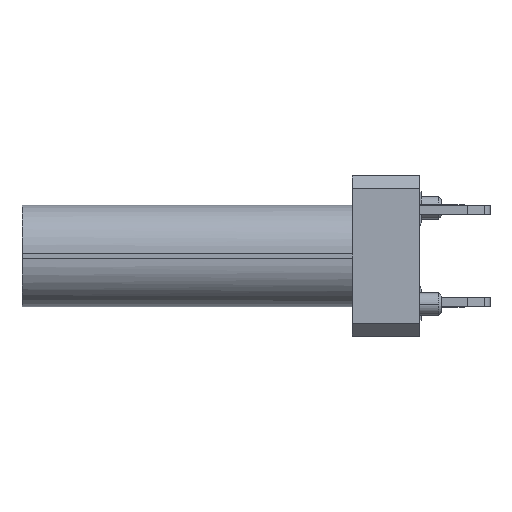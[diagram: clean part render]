
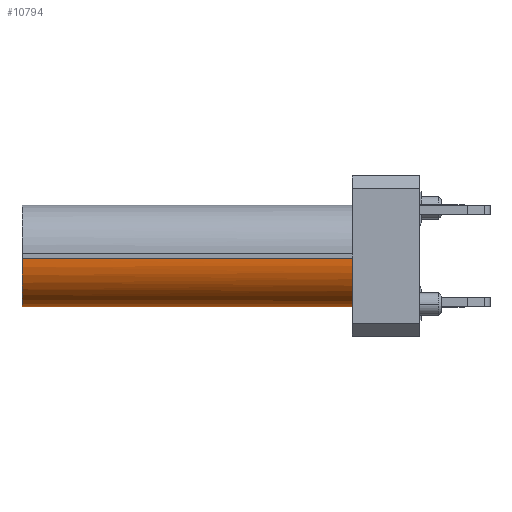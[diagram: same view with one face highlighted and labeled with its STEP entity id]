
A CAD part, left-side view. The second image highlights one B-rep face of the part: STEP entity #10794.
In plain terms, the highlighted cylindrical face has radius 1.5 mm (diameter 3 mm), a partial arc.
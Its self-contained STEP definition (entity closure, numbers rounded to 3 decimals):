
#367 = CARTESIAN_POINT ( 'NONE',  ( 4.405, 17.509, 0.673 ) ) ;
#1396 = CARTESIAN_POINT ( 'NONE',  ( 4.405, 7.209, 2.173 ) ) ;
#1662 = DIRECTION ( 'NONE',  ( 0., -1., 0. ) ) ;
#2214 = VERTEX_POINT ( 'NONE', #367 ) ;
#2718 = CARTESIAN_POINT ( 'NONE',  ( 2.905, 22.209, 2.173 ) ) ;
#2913 = AXIS2_PLACEMENT_3D ( 'NONE', #15331, #3194, #12758 ) ;
#3034 = CIRCLE ( 'NONE', #13206, 1.5 ) ;
#3194 = DIRECTION ( 'NONE',  ( 0., -1., 0. ) ) ;
#4537 = FACE_OUTER_BOUND ( 'NONE', #5067, .T. ) ;
#4625 = CARTESIAN_POINT ( 'NONE',  ( 2.905, 7.209, 2.173 ) ) ;
#5067 = EDGE_LOOP ( 'NONE', ( #13010, #10717, #11766, #14411, #14294 ) ) ;
#5442 = CARTESIAN_POINT ( 'NONE',  ( 4.405, 7.209, 2.173 ) ) ;
#5679 = DIRECTION ( 'NONE',  ( 0., -1., 0. ) ) ;
#5778 = CYLINDRICAL_SURFACE ( 'NONE', #2913, 1.5 ) ;
#5805 = DIRECTION ( 'NONE',  ( 0., 1., 0. ) ) ;
#6029 = EDGE_CURVE ( 'NONE', #8180, #13949, #6877, .T. ) ;
#6607 = EDGE_CURVE ( 'NONE', #12727, #2214, #8462, .T. ) ;
#6624 = CIRCLE ( 'NONE', #14825, 1.5 ) ;
#6877 = LINE ( 'NONE', #2718, #9981 ) ;
#7716 = AXIS2_PLACEMENT_3D ( 'NONE', #16391, #5679, #11080 ) ;
#8180 = VERTEX_POINT ( 'NONE', #4625 ) ;
#8462 = LINE ( 'NONE', #12694, #16484 ) ;
#9133 = CIRCLE ( 'NONE', #7716, 1.5 ) ;
#9255 = DIRECTION ( 'NONE',  ( 0., -1., 0. ) ) ;
#9804 = EDGE_CURVE ( 'NONE', #13949, #2214, #9133, .T. ) ;
#9981 = VECTOR ( 'NONE', #13786, 1000. ) ;
#10173 = EDGE_CURVE ( 'NONE', #14426, #12727, #6624, .T. ) ;
#10469 = CARTESIAN_POINT ( 'NONE',  ( 2.905, 17.509, 2.173 ) ) ;
#10717 = ORIENTED_EDGE ( 'NONE', *, *, #9804, .T. ) ;
#10794 = ADVANCED_FACE ( 'NONE', ( #4537 ), #5778, .T. ) ;
#11080 = DIRECTION ( 'NONE',  ( 0., 0., -1. ) ) ;
#11766 = ORIENTED_EDGE ( 'NONE', *, *, #6607, .F. ) ;
#12470 = DIRECTION ( 'NONE',  ( 0., 0., -1. ) ) ;
#12694 = CARTESIAN_POINT ( 'NONE',  ( 4.405, 22.209, 0.673 ) ) ;
#12727 = VERTEX_POINT ( 'NONE', #16105 ) ;
#12758 = DIRECTION ( 'NONE',  ( 0., 0., -1. ) ) ;
#13010 = ORIENTED_EDGE ( 'NONE', *, *, #6029, .T. ) ;
#13148 = DIRECTION ( 'NONE',  ( 0., 0., -1. ) ) ;
#13206 = AXIS2_PLACEMENT_3D ( 'NONE', #5442, #9255, #13148 ) ;
#13786 = DIRECTION ( 'NONE',  ( 0., 1., 0. ) ) ;
#13949 = VERTEX_POINT ( 'NONE', #10469 ) ;
#14294 = ORIENTED_EDGE ( 'NONE', *, *, #16485, .F. ) ;
#14411 = ORIENTED_EDGE ( 'NONE', *, *, #10173, .F. ) ;
#14426 = VERTEX_POINT ( 'NONE', #16431 ) ;
#14825 = AXIS2_PLACEMENT_3D ( 'NONE', #1396, #1662, #12470 ) ;
#15331 = CARTESIAN_POINT ( 'NONE',  ( 4.405, 22.209, 2.173 ) ) ;
#16105 = CARTESIAN_POINT ( 'NONE',  ( 4.405, 7.209, 0.673 ) ) ;
#16391 = CARTESIAN_POINT ( 'NONE',  ( 4.405, 17.509, 2.173 ) ) ;
#16431 = CARTESIAN_POINT ( 'NONE',  ( 3.467, 7.209, 1.003 ) ) ;
#16484 = VECTOR ( 'NONE', #5805, 1000. ) ;
#16485 = EDGE_CURVE ( 'NONE', #8180, #14426, #3034, .T. ) ;
